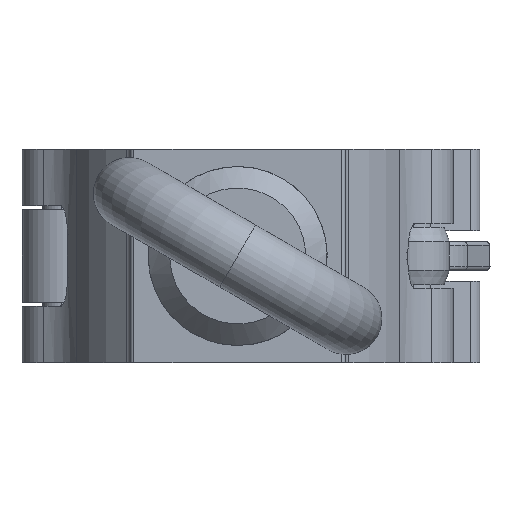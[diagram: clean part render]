
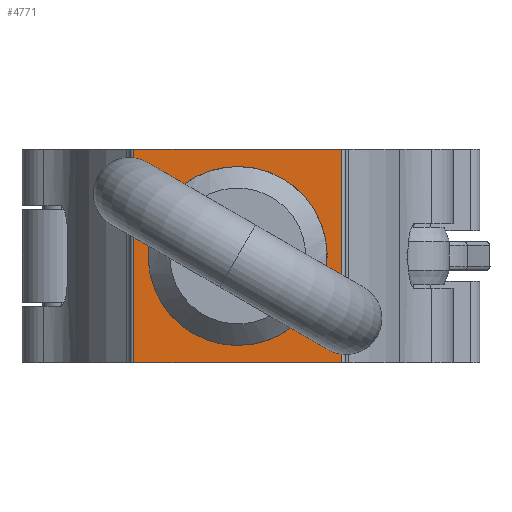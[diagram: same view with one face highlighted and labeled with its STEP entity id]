
A CAD part, front view. The second image highlights one B-rep face of the part: STEP entity #4771.
In plain terms, the highlighted planar face has unit normal (0, -1, 0).
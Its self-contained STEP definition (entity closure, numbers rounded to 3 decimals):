
#150 = CARTESIAN_POINT ( 'NONE',  ( 14.5, 0., -14.95 ) ) ;
#390 = EDGE_CURVE ( 'NONE', #4350, #1965, #18276, .T. ) ;
#842 = VECTOR ( 'NONE', #11222, 1000. ) ;
#894 = DIRECTION ( 'NONE',  ( 0., 0., 1. ) ) ;
#1210 = ORIENTED_EDGE ( 'NONE', *, *, #9865, .T. ) ;
#1965 = VERTEX_POINT ( 'NONE', #3556 ) ;
#2955 = ORIENTED_EDGE ( 'NONE', *, *, #14987, .T. ) ;
#3179 = ORIENTED_EDGE ( 'NONE', *, *, #12660, .T. ) ;
#3556 = CARTESIAN_POINT ( 'NONE',  ( 0., 0., 5.25 ) ) ;
#4101 = CARTESIAN_POINT ( 'NONE',  ( -14.5, 0., 14.95 ) ) ;
#4218 = LINE ( 'NONE', #18600, #5221 ) ;
#4350 = VERTEX_POINT ( 'NONE', #12435 ) ;
#4771 = ADVANCED_FACE ( 'NONE', ( #8348, #13567 ), #17264, .F. ) ;
#4876 = CARTESIAN_POINT ( 'NONE',  ( 14.5, 0., 14.95 ) ) ;
#4883 = ORIENTED_EDGE ( 'NONE', *, *, #390, .T. ) ;
#5021 = CARTESIAN_POINT ( 'NONE',  ( 14.5, 0., -14.95 ) ) ;
#5221 = VECTOR ( 'NONE', #10566, 1000. ) ;
#5242 = AXIS2_PLACEMENT_3D ( 'NONE', #19849, #19911, #894 ) ;
#5456 = ORIENTED_EDGE ( 'NONE', *, *, #16856, .F. ) ;
#5477 = AXIS2_PLACEMENT_3D ( 'NONE', #19960, #10483, #15785 ) ;
#6244 = VERTEX_POINT ( 'NONE', #4101 ) ;
#6540 = AXIS2_PLACEMENT_3D ( 'NONE', #10822, #7748, #9373 ) ;
#6736 = VECTOR ( 'NONE', #11218, 1000. ) ;
#7748 = DIRECTION ( 'NONE',  ( 0., 1., 0. ) ) ;
#8320 = CARTESIAN_POINT ( 'NONE',  ( -14.5, 0., -14.95 ) ) ;
#8348 = FACE_BOUND ( 'NONE', #12722, .T. ) ;
#9227 = CIRCLE ( 'NONE', #5477, 5.25 ) ;
#9373 = DIRECTION ( 'NONE',  ( -1., 0., 0. ) ) ;
#9703 = CARTESIAN_POINT ( 'NONE',  ( -14.5, 0., 14.95 ) ) ;
#9865 = EDGE_CURVE ( 'NONE', #1965, #4350, #9227, .T. ) ;
#10323 = LINE ( 'NONE', #5021, #842 ) ;
#10483 = DIRECTION ( 'NONE',  ( 0., 1., 0. ) ) ;
#10566 = DIRECTION ( 'NONE',  ( 1., 0., 0. ) ) ;
#10822 = CARTESIAN_POINT ( 'NONE',  ( 14.5, 0., 14.95 ) ) ;
#10850 = EDGE_LOOP ( 'NONE', ( #3179, #19439, #5456, #2955 ) ) ;
#10984 = LINE ( 'NONE', #9703, #6736 ) ;
#11218 = DIRECTION ( 'NONE',  ( 0., 0., -1. ) ) ;
#11222 = DIRECTION ( 'NONE',  ( 1., 0., 0. ) ) ;
#12435 = CARTESIAN_POINT ( 'NONE',  ( 0., 0., -5.25 ) ) ;
#12642 = VERTEX_POINT ( 'NONE', #150 ) ;
#12660 = EDGE_CURVE ( 'NONE', #20240, #12642, #10323, .T. ) ;
#12722 = EDGE_LOOP ( 'NONE', ( #1210, #4883 ) ) ;
#13567 = FACE_OUTER_BOUND ( 'NONE', #10850, .T. ) ;
#14987 = EDGE_CURVE ( 'NONE', #6244, #20240, #10984, .T. ) ;
#15558 = EDGE_CURVE ( 'NONE', #19070, #12642, #19639, .T. ) ;
#15768 = CARTESIAN_POINT ( 'NONE',  ( 14.5, 0., 14.95 ) ) ;
#15785 = DIRECTION ( 'NONE',  ( 0., 0., 1. ) ) ;
#16430 = VECTOR ( 'NONE', #17372, 1000. ) ;
#16856 = EDGE_CURVE ( 'NONE', #6244, #19070, #4218, .T. ) ;
#17264 = PLANE ( 'NONE',  #6540 ) ;
#17372 = DIRECTION ( 'NONE',  ( 0., 0., -1. ) ) ;
#18276 = CIRCLE ( 'NONE', #5242, 5.25 ) ;
#18600 = CARTESIAN_POINT ( 'NONE',  ( 14.5, 0., 14.95 ) ) ;
#19070 = VERTEX_POINT ( 'NONE', #4876 ) ;
#19439 = ORIENTED_EDGE ( 'NONE', *, *, #15558, .F. ) ;
#19639 = LINE ( 'NONE', #15768, #16430 ) ;
#19849 = CARTESIAN_POINT ( 'NONE',  ( 0., 0., 0. ) ) ;
#19911 = DIRECTION ( 'NONE',  ( 0., 1., 0. ) ) ;
#19960 = CARTESIAN_POINT ( 'NONE',  ( 0., 0., 0. ) ) ;
#20240 = VERTEX_POINT ( 'NONE', #8320 ) ;
